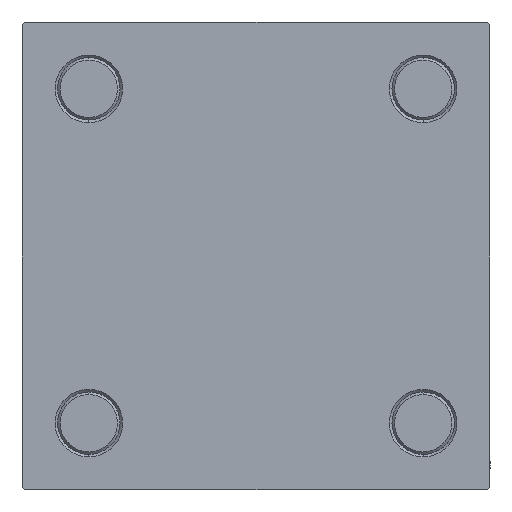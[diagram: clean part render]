
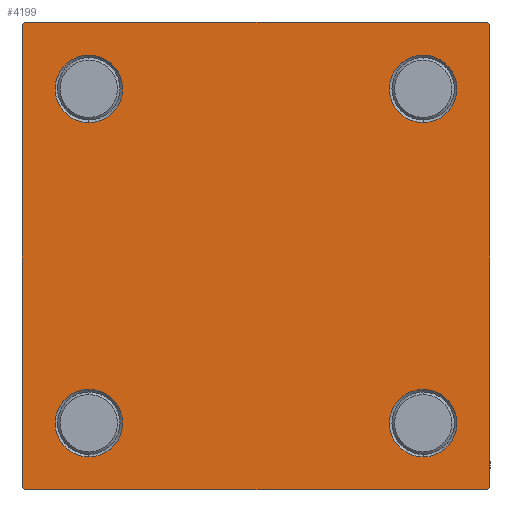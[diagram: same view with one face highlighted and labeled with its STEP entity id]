
A CAD part, left-side view. The second image highlights one B-rep face of the part: STEP entity #4199.
In plain terms, the highlighted planar face has unit normal (-1, 0, 0).
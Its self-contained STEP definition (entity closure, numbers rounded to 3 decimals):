
#124 = DIRECTION ( 'NONE',  ( 1., 0., 0. ) ) ;
#233 = LINE ( 'NONE', #47041, #45581 ) ;
#1293 = ORIENTED_EDGE ( 'NONE', *, *, #28628, .T. ) ;
#2359 = AXIS2_PLACEMENT_3D ( 'NONE', #11479, #30410, #34657 ) ;
#2372 = FACE_BOUND ( 'NONE', #24242, .T. ) ;
#2482 = DIRECTION ( 'NONE',  ( 0., 0., 1. ) ) ;
#2983 = CIRCLE ( 'NONE', #31138, 6.5 ) ;
#3045 = DIRECTION ( 'NONE',  ( 0., -0.707, -0.707 ) ) ;
#3909 = AXIS2_PLACEMENT_3D ( 'NONE', #41192, #25130, #6215 ) ;
#4199 = ADVANCED_FACE ( 'NONE', ( #2372, #47193, #12689, #12938, #24304 ), #39638, .T. ) ;
#5404 = LINE ( 'NONE', #36128, #22525 ) ;
#5444 = EDGE_CURVE ( 'NONE', #8051, #44106, #47171, .T. ) ;
#6201 = LINE ( 'NONE', #48738, #24675 ) ;
#6215 = DIRECTION ( 'NONE',  ( 0., 0., 1. ) ) ;
#6376 = EDGE_CURVE ( 'NONE', #6862, #40201, #233, .T. ) ;
#6395 = AXIS2_PLACEMENT_3D ( 'NONE', #27834, #24043, #39385 ) ;
#6862 = VERTEX_POINT ( 'NONE', #11120 ) ;
#7025 = LINE ( 'NONE', #14813, #28088 ) ;
#7729 = ORIENTED_EDGE ( 'NONE', *, *, #31449, .T. ) ;
#8051 = VERTEX_POINT ( 'NONE', #19319 ) ;
#8132 = VERTEX_POINT ( 'NONE', #40188 ) ;
#8280 = VECTOR ( 'NONE', #22037, 1000. ) ;
#8358 = EDGE_CURVE ( 'NONE', #44106, #8051, #28008, .T. ) ;
#8820 = CARTESIAN_POINT ( 'NONE',  ( 0., -45., 45. ) ) ;
#9732 = DIRECTION ( 'NONE',  ( 0., 0.707, 0.707 ) ) ;
#10239 = CARTESIAN_POINT ( 'NONE',  ( 0., -32.15, -32.15 ) ) ;
#10241 = DIRECTION ( 'NONE',  ( 0., 0., 1. ) ) ;
#10440 = CARTESIAN_POINT ( 'NONE',  ( 0., 45., 45. ) ) ;
#10734 = DIRECTION ( 'NONE',  ( 1., 0., 0. ) ) ;
#11120 = CARTESIAN_POINT ( 'NONE',  ( 0., 44.5, 45. ) ) ;
#11437 = CARTESIAN_POINT ( 'NONE',  ( 0., 32.15, 32.15 ) ) ;
#11479 = CARTESIAN_POINT ( 'NONE',  ( 0., 32.15, 32.15 ) ) ;
#11582 = EDGE_CURVE ( 'NONE', #8132, #49176, #28115, .T. ) ;
#11713 = CARTESIAN_POINT ( 'NONE',  ( 0., 32.15, -38.65 ) ) ;
#12689 = FACE_BOUND ( 'NONE', #49810, .T. ) ;
#12926 = ORIENTED_EDGE ( 'NONE', *, *, #33674, .T. ) ;
#12938 = FACE_BOUND ( 'NONE', #30447, .T. ) ;
#14813 = CARTESIAN_POINT ( 'NONE',  ( 0., 44.75, 44.75 ) ) ;
#15215 = CIRCLE ( 'NONE', #44165, 6.5 ) ;
#15727 = ORIENTED_EDGE ( 'NONE', *, *, #35521, .F. ) ;
#15952 = CARTESIAN_POINT ( 'NONE',  ( 0., 44.5, -45. ) ) ;
#16655 = VERTEX_POINT ( 'NONE', #44535 ) ;
#17114 = VECTOR ( 'NONE', #3045, 1000. ) ;
#17216 = EDGE_CURVE ( 'NONE', #45216, #23761, #26467, .T. ) ;
#17227 = ORIENTED_EDGE ( 'NONE', *, *, #11582, .T. ) ;
#17403 = LINE ( 'NONE', #26698, #43612 ) ;
#17815 = CARTESIAN_POINT ( 'NONE',  ( 0., -32.15, 32.15 ) ) ;
#17838 = DIRECTION ( 'NONE',  ( 1., 0., 0. ) ) ;
#18654 = EDGE_LOOP ( 'NONE', ( #43233, #1293 ) ) ;
#19126 = DIRECTION ( 'NONE',  ( 0., -0.707, 0.707 ) ) ;
#19319 = CARTESIAN_POINT ( 'NONE',  ( 0., -32.15, 25.65 ) ) ;
#19775 = ORIENTED_EDGE ( 'NONE', *, *, #30829, .T. ) ;
#19951 = CARTESIAN_POINT ( 'NONE',  ( 0., 32.15, 38.65 ) ) ;
#20049 = AXIS2_PLACEMENT_3D ( 'NONE', #48792, #17838, #2482 ) ;
#21239 = EDGE_CURVE ( 'NONE', #46275, #40201, #6201, .T. ) ;
#21345 = DIRECTION ( 'NONE',  ( 0., 0., 1. ) ) ;
#21449 = AXIS2_PLACEMENT_3D ( 'NONE', #17815, #40960, #10241 ) ;
#21683 = ORIENTED_EDGE ( 'NONE', *, *, #28109, .T. ) ;
#22037 = DIRECTION ( 'NONE',  ( 0., 0., -1. ) ) ;
#22431 = CARTESIAN_POINT ( 'NONE',  ( 0., 44.75, -44.75 ) ) ;
#22525 = VECTOR ( 'NONE', #47703, 1000. ) ;
#22532 = CARTESIAN_POINT ( 'NONE',  ( 0., 45., -44.5 ) ) ;
#22665 = EDGE_CURVE ( 'NONE', #36192, #23614, #2983, .T. ) ;
#22795 = DIRECTION ( 'NONE',  ( 1., 0., 0. ) ) ;
#22861 = EDGE_LOOP ( 'NONE', ( #47248, #49538, #12926, #44792, #15727, #23940, #34267, #7729 ) ) ;
#23614 = VERTEX_POINT ( 'NONE', #41899 ) ;
#23761 = VERTEX_POINT ( 'NONE', #15952 ) ;
#23940 = ORIENTED_EDGE ( 'NONE', *, *, #21239, .T. ) ;
#24043 = DIRECTION ( 'NONE',  ( 1., 0., 0. ) ) ;
#24183 = ORIENTED_EDGE ( 'NONE', *, *, #5444, .T. ) ;
#24242 = EDGE_LOOP ( 'NONE', ( #26231, #24183 ) ) ;
#24304 = FACE_OUTER_BOUND ( 'NONE', #22861, .T. ) ;
#24675 = VECTOR ( 'NONE', #9732, 1000. ) ;
#24952 = LINE ( 'NONE', #8820, #28196 ) ;
#25130 = DIRECTION ( 'NONE',  ( 1., 0., 0. ) ) ;
#25597 = VERTEX_POINT ( 'NONE', #11713 ) ;
#26231 = ORIENTED_EDGE ( 'NONE', *, *, #8358, .T. ) ;
#26330 = CARTESIAN_POINT ( 'NONE',  ( 0., -32.15, 32.15 ) ) ;
#26467 = LINE ( 'NONE', #22431, #17114 ) ;
#26478 = VERTEX_POINT ( 'NONE', #48458 ) ;
#26698 = CARTESIAN_POINT ( 'NONE',  ( 0., -44.75, -44.75 ) ) ;
#27834 = CARTESIAN_POINT ( 'NONE',  ( 0., -32.15, -32.15 ) ) ;
#28008 = CIRCLE ( 'NONE', #43252, 6.5 ) ;
#28088 = VECTOR ( 'NONE', #30213, 1000. ) ;
#28109 = EDGE_CURVE ( 'NONE', #25597, #43093, #35326, .T. ) ;
#28115 = CIRCLE ( 'NONE', #2359, 6.5 ) ;
#28196 = VECTOR ( 'NONE', #44057, 1000. ) ;
#28343 = CARTESIAN_POINT ( 'NONE',  ( 0., 0., 0. ) ) ;
#28511 = EDGE_CURVE ( 'NONE', #49176, #8132, #15215, .T. ) ;
#28628 = EDGE_CURVE ( 'NONE', #23614, #36192, #43371, .T. ) ;
#30213 = DIRECTION ( 'NONE',  ( 0., 0.707, -0.707 ) ) ;
#30410 = DIRECTION ( 'NONE',  ( 1., 0., 0. ) ) ;
#30447 = EDGE_LOOP ( 'NONE', ( #44233, #17227 ) ) ;
#30619 = DIRECTION ( 'NONE',  ( 0., 0., 1. ) ) ;
#30829 = EDGE_CURVE ( 'NONE', #43093, #25597, #42498, .T. ) ;
#30964 = DIRECTION ( 'NONE',  ( 0., -1., 0. ) ) ;
#31138 = AXIS2_PLACEMENT_3D ( 'NONE', #10239, #10734, #21345 ) ;
#31449 = EDGE_CURVE ( 'NONE', #6862, #26478, #7025, .T. ) ;
#32536 = CARTESIAN_POINT ( 'NONE',  ( 0., -44.5, 45. ) ) ;
#33193 = CARTESIAN_POINT ( 'NONE',  ( 0., -32.15, 38.65 ) ) ;
#33674 = EDGE_CURVE ( 'NONE', #23761, #16655, #5404, .T. ) ;
#34267 = ORIENTED_EDGE ( 'NONE', *, *, #6376, .F. ) ;
#34657 = DIRECTION ( 'NONE',  ( 0., 0., 1. ) ) ;
#35326 = CIRCLE ( 'NONE', #20049, 6.5 ) ;
#35521 = EDGE_CURVE ( 'NONE', #46275, #47072, #24952, .T. ) ;
#35891 = AXIS2_PLACEMENT_3D ( 'NONE', #28343, #36123, #47700 ) ;
#36123 = DIRECTION ( 'NONE',  ( -1., 0., 0. ) ) ;
#36128 = CARTESIAN_POINT ( 'NONE',  ( 0., 45., -45. ) ) ;
#36192 = VERTEX_POINT ( 'NONE', #44857 ) ;
#36237 = CARTESIAN_POINT ( 'NONE',  ( 0., 32.15, -25.65 ) ) ;
#39385 = DIRECTION ( 'NONE',  ( 0., 0., 1. ) ) ;
#39638 = PLANE ( 'NONE',  #35891 ) ;
#40188 = CARTESIAN_POINT ( 'NONE',  ( 0., 32.15, 25.65 ) ) ;
#40201 = VERTEX_POINT ( 'NONE', #32536 ) ;
#40240 = EDGE_CURVE ( 'NONE', #16655, #47072, #17403, .T. ) ;
#40960 = DIRECTION ( 'NONE',  ( 1., 0., 0. ) ) ;
#41192 = CARTESIAN_POINT ( 'NONE',  ( 0., 32.15, -32.15 ) ) ;
#41899 = CARTESIAN_POINT ( 'NONE',  ( 0., -32.15, -38.65 ) ) ;
#42498 = CIRCLE ( 'NONE', #3909, 6.5 ) ;
#43093 = VERTEX_POINT ( 'NONE', #36237 ) ;
#43233 = ORIENTED_EDGE ( 'NONE', *, *, #22665, .T. ) ;
#43252 = AXIS2_PLACEMENT_3D ( 'NONE', #26330, #124, #46184 ) ;
#43328 = CARTESIAN_POINT ( 'NONE',  ( 0., -45., 44.5 ) ) ;
#43371 = CIRCLE ( 'NONE', #6395, 6.5 ) ;
#43612 = VECTOR ( 'NONE', #19126, 1000. ) ;
#44057 = DIRECTION ( 'NONE',  ( 0., 0., -1. ) ) ;
#44106 = VERTEX_POINT ( 'NONE', #33193 ) ;
#44165 = AXIS2_PLACEMENT_3D ( 'NONE', #11437, #22795, #30619 ) ;
#44233 = ORIENTED_EDGE ( 'NONE', *, *, #28511, .T. ) ;
#44535 = CARTESIAN_POINT ( 'NONE',  ( 0., -44.5, -45. ) ) ;
#44792 = ORIENTED_EDGE ( 'NONE', *, *, #40240, .T. ) ;
#44857 = CARTESIAN_POINT ( 'NONE',  ( 0., -32.15, -25.65 ) ) ;
#44932 = LINE ( 'NONE', #10440, #8280 ) ;
#45123 = CARTESIAN_POINT ( 'NONE',  ( 0., -45., -44.5 ) ) ;
#45216 = VERTEX_POINT ( 'NONE', #22532 ) ;
#45581 = VECTOR ( 'NONE', #30964, 1000. ) ;
#45932 = EDGE_CURVE ( 'NONE', #26478, #45216, #44932, .T. ) ;
#46184 = DIRECTION ( 'NONE',  ( 0., 0., 1. ) ) ;
#46275 = VERTEX_POINT ( 'NONE', #43328 ) ;
#47041 = CARTESIAN_POINT ( 'NONE',  ( 0., 45., 45. ) ) ;
#47072 = VERTEX_POINT ( 'NONE', #45123 ) ;
#47171 = CIRCLE ( 'NONE', #21449, 6.5 ) ;
#47193 = FACE_BOUND ( 'NONE', #18654, .T. ) ;
#47248 = ORIENTED_EDGE ( 'NONE', *, *, #45932, .T. ) ;
#47700 = DIRECTION ( 'NONE',  ( 0., 0., 1. ) ) ;
#47703 = DIRECTION ( 'NONE',  ( 0., -1., 0. ) ) ;
#48458 = CARTESIAN_POINT ( 'NONE',  ( 0., 45., 44.5 ) ) ;
#48738 = CARTESIAN_POINT ( 'NONE',  ( 0., -44.75, 44.75 ) ) ;
#48792 = CARTESIAN_POINT ( 'NONE',  ( 0., 32.15, -32.15 ) ) ;
#49176 = VERTEX_POINT ( 'NONE', #19951 ) ;
#49538 = ORIENTED_EDGE ( 'NONE', *, *, #17216, .T. ) ;
#49810 = EDGE_LOOP ( 'NONE', ( #19775, #21683 ) ) ;
